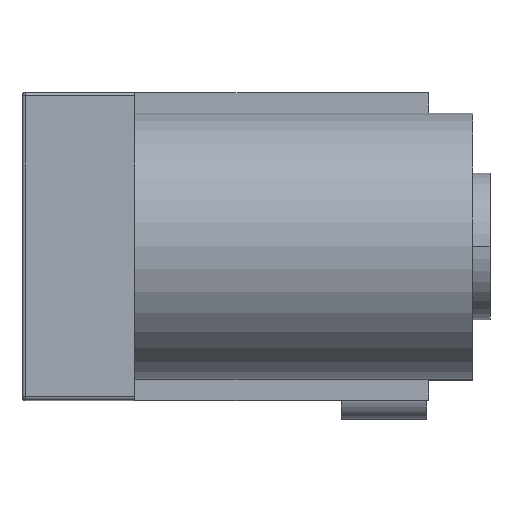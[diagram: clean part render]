
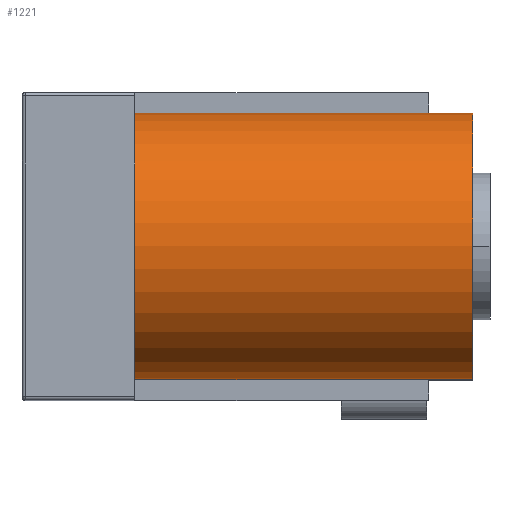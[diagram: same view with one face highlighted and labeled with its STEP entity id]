
A CAD part, top view. The second image highlights one B-rep face of the part: STEP entity #1221.
In plain terms, the highlighted cylindrical face has radius 3.9 mm (diameter 7.8 mm), a partial arc.
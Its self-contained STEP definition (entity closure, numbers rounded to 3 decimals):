
#858 = VERTEX_POINT('',#859);
#859 = CARTESIAN_POINT('',(-1.3,3.9,0.));
#881 = EDGE_CURVE('',#858,#882,#884,.T.);
#882 = VERTEX_POINT('',#883);
#883 = CARTESIAN_POINT('',(0.,3.9,0.));
#884 = LINE('',#885,#886);
#885 = CARTESIAN_POINT('',(-9.9,3.9,0.));
#886 = VECTOR('',#887,1.);
#887 = DIRECTION('',(1.,0.,0.));
#937 = EDGE_CURVE('',#882,#938,#940,.T.);
#938 = VERTEX_POINT('',#939);
#939 = CARTESIAN_POINT('',(0.,-3.9,0.));
#940 = CIRCLE('',#941,3.9);
#941 = AXIS2_PLACEMENT_3D('',#942,#943,#944);
#942 = CARTESIAN_POINT('',(0.,0.,0.));
#943 = DIRECTION('',(1.,-0.,0.));
#944 = DIRECTION('',(0.,0.,-1.));
#994 = EDGE_CURVE('',#995,#938,#997,.T.);
#995 = VERTEX_POINT('',#996);
#996 = CARTESIAN_POINT('',(-1.3,-3.9,0.));
#997 = LINE('',#998,#999);
#998 = CARTESIAN_POINT('',(-9.9,-3.9,0.));
#999 = VECTOR('',#1000,1.);
#1000 = DIRECTION('',(1.,0.,0.));
#1201 = EDGE_CURVE('',#1202,#858,#1204,.T.);
#1202 = VERTEX_POINT('',#1203);
#1203 = CARTESIAN_POINT('',(-9.9,3.9,0.));
#1204 = LINE('',#1205,#1206);
#1205 = CARTESIAN_POINT('',(-9.9,3.9,0.));
#1206 = VECTOR('',#1207,1.);
#1207 = DIRECTION('',(1.,0.,0.));
#1221 = ADVANCED_FACE('',(#1222),#1243,.T.);
#1222 = FACE_BOUND('',#1223,.T.);
#1223 = EDGE_LOOP('',(#1224,#1225,#1226,#1227,#1236,#1242));
#1224 = ORIENTED_EDGE('',*,*,#937,.F.);
#1225 = ORIENTED_EDGE('',*,*,#881,.F.);
#1226 = ORIENTED_EDGE('',*,*,#1201,.F.);
#1227 = ORIENTED_EDGE('',*,*,#1228,.T.);
#1228 = EDGE_CURVE('',#1202,#1229,#1231,.T.);
#1229 = VERTEX_POINT('',#1230);
#1230 = CARTESIAN_POINT('',(-9.9,-3.9,0.));
#1231 = CIRCLE('',#1232,3.9);
#1232 = AXIS2_PLACEMENT_3D('',#1233,#1234,#1235);
#1233 = CARTESIAN_POINT('',(-9.9,0.,0.));
#1234 = DIRECTION('',(1.,-0.,0.));
#1235 = DIRECTION('',(0.,0.,-1.));
#1236 = ORIENTED_EDGE('',*,*,#1237,.T.);
#1237 = EDGE_CURVE('',#1229,#995,#1238,.T.);
#1238 = LINE('',#1239,#1240);
#1239 = CARTESIAN_POINT('',(-9.9,-3.9,0.));
#1240 = VECTOR('',#1241,1.);
#1241 = DIRECTION('',(1.,0.,0.));
#1242 = ORIENTED_EDGE('',*,*,#994,.T.);
#1243 = CYLINDRICAL_SURFACE('',#1244,3.9);
#1244 = AXIS2_PLACEMENT_3D('',#1245,#1246,#1247);
#1245 = CARTESIAN_POINT('',(-9.9,0.,0.));
#1246 = DIRECTION('',(1.,0.,0.));
#1247 = DIRECTION('',(0.,0.,-1.));
